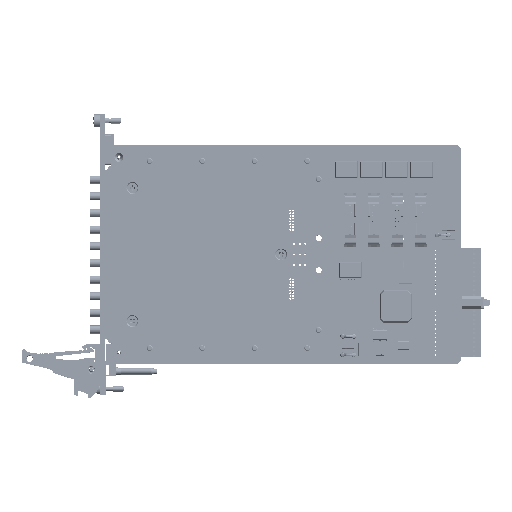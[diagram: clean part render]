
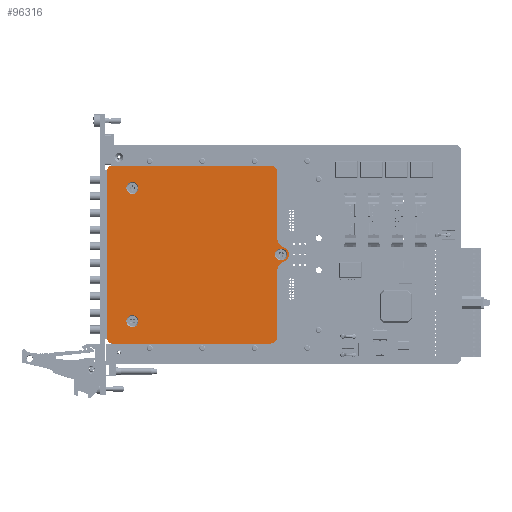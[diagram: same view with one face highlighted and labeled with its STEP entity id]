
A CAD part, top view. The second image highlights one B-rep face of the part: STEP entity #96316.
In plain terms, the highlighted planar face has unit normal (0, 0, 1).
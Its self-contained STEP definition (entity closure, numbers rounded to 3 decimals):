
#20419 = CARTESIAN_POINT ( 'NONE',  ( -1.794, 88.693, 14.5 ) ) ;
#64802 = LINE ( 'NONE', #67395, #64823 ) ;
#64811 = CIRCLE ( 'NONE', #209029, 2. ) ;
#64813 = LINE ( 'NONE', #67418, #64829 ) ;
#64823 = VECTOR ( 'NONE', #67404, 1000. ) ;
#64829 = VECTOR ( 'NONE', #67420, 1000. ) ;
#64837 = CIRCLE ( 'NONE', #209054, 2. ) ;
#64843 = CIRCLE ( 'NONE', #209031, 5. ) ;
#64859 = CIRCLE ( 'NONE', #209038, 3.5 ) ;
#64861 = CIRCLE ( 'NONE', #209061, 3. ) ;
#64871 = CIRCLE ( 'NONE', #209044, 5. ) ;
#64907 = CIRCLE ( 'NONE', #209069, 2.75 ) ;
#64914 = LINE ( 'NONE', #67491, #64917 ) ;
#64917 = VECTOR ( 'NONE', #67487, 1000. ) ;
#64919 = LINE ( 'NONE', #67511, #64935 ) ;
#64923 = CIRCLE ( 'NONE', #209076, 2.75 ) ;
#64929 = CIRCLE ( 'NONE', #209080, 2.75 ) ;
#64931 = LINE ( 'NONE', #67522, #64941 ) ;
#64933 = CIRCLE ( 'NONE', #209084, 3. ) ;
#64935 = VECTOR ( 'NONE', #67520, 1000. ) ;
#64941 = VECTOR ( 'NONE', #67528, 1000. ) ;
#67395 = CARTESIAN_POINT ( 'NONE',  ( 90.906, 90.693, 14.5 ) ) ;
#67397 = CARTESIAN_POINT ( 'NONE',  ( 0.206, 88.693, 14.5 ) ) ;
#67398 = DIRECTION ( 'NONE',  ( 0., 0., 1. ) ) ;
#67399 = DIRECTION ( 'NONE',  ( -1., 0., 0. ) ) ;
#67404 = DIRECTION ( 'NONE',  ( -1., 0., 0. ) ) ;
#67418 = CARTESIAN_POINT ( 'NONE',  ( 75.857, 90.693, 14.5 ) ) ;
#67420 = DIRECTION ( 'NONE',  ( 0., -1., 0. ) ) ;
#67425 = CARTESIAN_POINT ( 'NONE',  ( 80.857, 57.884, 14.5 ) ) ;
#67426 = DIRECTION ( 'NONE',  ( 0., 0., 1. ) ) ;
#67427 = DIRECTION ( 'NONE',  ( -1., 0., 0. ) ) ;
#67438 = CARTESIAN_POINT ( 'NONE',  ( 77.696, 49.993, 14.5 ) ) ;
#67439 = DIRECTION ( 'NONE',  ( 0., 0., -1. ) ) ;
#67440 = DIRECTION ( 'NONE',  ( 1., 0., 0. ) ) ;
#67448 = CARTESIAN_POINT ( 'NONE',  ( 80.857, 42.103, 14.5 ) ) ;
#67449 = DIRECTION ( 'NONE',  ( 0., 0., 1. ) ) ;
#67450 = DIRECTION ( 'NONE',  ( 1., 0., 0. ) ) ;
#67469 = CARTESIAN_POINT ( 'NONE',  ( 0.206, 11.293, 14.5 ) ) ;
#67470 = DIRECTION ( 'NONE',  ( 0., 0., 1. ) ) ;
#67471 = DIRECTION ( 'NONE',  ( 1., 0., 0. ) ) ;
#67483 = CARTESIAN_POINT ( 'NONE',  ( 72.857, 12.293, 14.5 ) ) ;
#67484 = DIRECTION ( 'NONE',  ( 0., 0., 1. ) ) ;
#67485 = DIRECTION ( 'NONE',  ( -1., 0., 0. ) ) ;
#67487 = DIRECTION ( 'NONE',  ( 1., 0., 0. ) ) ;
#67491 = CARTESIAN_POINT ( 'NONE',  ( 0.206, 9.293, 14.5 ) ) ;
#67498 = CARTESIAN_POINT ( 'NONE',  ( 77.696, 49.993, 14.5 ) ) ;
#67499 = DIRECTION ( 'NONE',  ( 0., 0., 1. ) ) ;
#67500 = DIRECTION ( 'NONE',  ( 1., 0., 0. ) ) ;
#67507 = CARTESIAN_POINT ( 'NONE',  ( 9.7, 80.431, 14.5 ) ) ;
#67508 = DIRECTION ( 'NONE',  ( 0., 0., 1. ) ) ;
#67509 = DIRECTION ( 'NONE',  ( 1., 0., 0. ) ) ;
#67511 = CARTESIAN_POINT ( 'NONE',  ( 75.857, 42.103, 14.5 ) ) ;
#67517 = CARTESIAN_POINT ( 'NONE',  ( 9.7, 19.511, 14.5 ) ) ;
#67518 = DIRECTION ( 'NONE',  ( 0., 0., 1. ) ) ;
#67519 = DIRECTION ( 'NONE',  ( 1., 0., 0. ) ) ;
#67520 = DIRECTION ( 'NONE',  ( 0., -1., 0. ) ) ;
#67522 = CARTESIAN_POINT ( 'NONE',  ( -1.794, 88.693, 14.5 ) ) ;
#67525 = CARTESIAN_POINT ( 'NONE',  ( 72.857, 87.693, 14.5 ) ) ;
#67526 = DIRECTION ( 'NONE',  ( 0., 0., 1. ) ) ;
#67527 = DIRECTION ( 'NONE',  ( -1., 0., 0. ) ) ;
#67528 = DIRECTION ( 'NONE',  ( 0., -1., 0. ) ) ;
#70115 = VERTEX_POINT ( 'NONE', #112243 ) ;
#70120 = VERTEX_POINT ( 'NONE', #112259 ) ;
#70124 = VERTEX_POINT ( 'NONE', #112261 ) ;
#70128 = VERTEX_POINT ( 'NONE', #112265 ) ;
#70129 = VERTEX_POINT ( 'NONE', #112267 ) ;
#70130 = VERTEX_POINT ( 'NONE', #112269 ) ;
#70132 = VERTEX_POINT ( 'NONE', #112273 ) ;
#70137 = VERTEX_POINT ( 'NONE', #112283 ) ;
#70138 = VERTEX_POINT ( 'NONE', #112286 ) ;
#70139 = VERTEX_POINT ( 'NONE', #112289 ) ;
#70145 = VERTEX_POINT ( 'NONE', #112295 ) ;
#90976 = VERTEX_POINT ( 'NONE', #20419 ) ;
#96316 = ADVANCED_FACE ( 'NONE', ( #138322, #138326, #138330, #138318 ), #135995, .F. ) ;
#112243 = CARTESIAN_POINT ( 'NONE',  ( 72.857, 90.693, 14.5 ) ) ;
#112259 = CARTESIAN_POINT ( 'NONE',  ( 0.206, 90.693, 14.5 ) ) ;
#112261 = CARTESIAN_POINT ( 'NONE',  ( 75.857, 42.103, 14.5 ) ) ;
#112265 = CARTESIAN_POINT ( 'NONE',  ( 78.997, 53.242, 14.5 ) ) ;
#112267 = CARTESIAN_POINT ( 'NONE',  ( 75.857, 87.693, 14.5 ) ) ;
#112269 = CARTESIAN_POINT ( 'NONE',  ( 75.857, 57.884, 14.5 ) ) ;
#112273 = CARTESIAN_POINT ( 'NONE',  ( 78.997, 46.744, 14.5 ) ) ;
#112283 = CARTESIAN_POINT ( 'NONE',  ( 0.206, 9.293, 14.5 ) ) ;
#112286 = CARTESIAN_POINT ( 'NONE',  ( -1.794, 11.293, 14.5 ) ) ;
#112289 = CARTESIAN_POINT ( 'NONE',  ( 75.857, 12.293, 14.5 ) ) ;
#112295 = CARTESIAN_POINT ( 'NONE',  ( 72.857, 9.293, 14.5 ) ) ;
#118022 = CARTESIAN_POINT ( 'NONE',  ( 80.446, 49.993, 14.5 ) ) ;
#118027 = CARTESIAN_POINT ( 'NONE',  ( 12.45, 80.431, 14.5 ) ) ;
#118032 = CARTESIAN_POINT ( 'NONE',  ( 12.45, 19.511, 14.5 ) ) ;
#120210 = VERTEX_POINT ( 'NONE', #118022 ) ;
#120220 = VERTEX_POINT ( 'NONE', #118027 ) ;
#120232 = VERTEX_POINT ( 'NONE', #118032 ) ;
#132978 = EDGE_CURVE ( 'NONE', #70120, #90976, #64811, .T. ) ;
#132984 = EDGE_CURVE ( 'NONE', #70115, #70120, #64802, .T. ) ;
#132995 = EDGE_CURVE ( 'NONE', #70129, #70130, #64813, .T. ) ;
#132999 = EDGE_CURVE ( 'NONE', #70130, #70128, #64843, .T. ) ;
#133007 = EDGE_CURVE ( 'NONE', #70128, #70132, #64859, .T. ) ;
#133017 = EDGE_CURVE ( 'NONE', #70132, #70124, #64871, .T. ) ;
#133029 = EDGE_CURVE ( 'NONE', #70138, #70137, #64837, .T. ) ;
#133037 = EDGE_CURVE ( 'NONE', #70145, #70139, #64861, .T. ) ;
#133046 = EDGE_CURVE ( 'NONE', #70137, #70145, #64914, .T. ) ;
#133051 = EDGE_CURVE ( 'NONE', #120210, #120210, #64907, .T. ) ;
#133057 = EDGE_CURVE ( 'NONE', #120220, #120220, #64923, .T. ) ;
#133061 = EDGE_CURVE ( 'NONE', #120232, #120232, #64929, .T. ) ;
#133064 = EDGE_CURVE ( 'NONE', #70124, #70139, #64919, .T. ) ;
#133066 = EDGE_CURVE ( 'NONE', #70129, #70115, #64933, .T. ) ;
#133068 = EDGE_CURVE ( 'NONE', #90976, #70138, #64931, .T. ) ;
#135761 = EDGE_LOOP ( 'NONE', ( #207102, #207105, #207108, #207111, #207114, #207117, #207120, #207123, #207126, #207128, #207132, #207135 ) ) ;
#135830 = EDGE_LOOP ( 'NONE', ( #207099 ) ) ;
#135844 = EDGE_LOOP ( 'NONE', ( #207093 ) ) ;
#135879 = EDGE_LOOP ( 'NONE', ( #207096 ) ) ;
#135995 = PLANE ( 'NONE',  #166231 ) ;
#136022 = CARTESIAN_POINT ( 'NONE',  ( 0.206, 88.693, 14.5 ) ) ;
#136025 = DIRECTION ( 'NONE',  ( 0., 0., -1. ) ) ;
#136028 = DIRECTION ( 'NONE',  ( -1., 0., 0. ) ) ;
#138318 = FACE_OUTER_BOUND ( 'NONE', #135761, .T. ) ;
#138322 = FACE_BOUND ( 'NONE', #135844, .T. ) ;
#138326 = FACE_BOUND ( 'NONE', #135879, .T. ) ;
#138330 = FACE_BOUND ( 'NONE', #135830, .T. ) ;
#166231 = AXIS2_PLACEMENT_3D ( 'NONE', #136022, #136025, #136028 ) ;
#207093 = ORIENTED_EDGE ( 'NONE', *, *, #133061, .F. ) ;
#207096 = ORIENTED_EDGE ( 'NONE', *, *, #133057, .F. ) ;
#207099 = ORIENTED_EDGE ( 'NONE', *, *, #133051, .F. ) ;
#207102 = ORIENTED_EDGE ( 'NONE', *, *, #133046, .T. ) ;
#207105 = ORIENTED_EDGE ( 'NONE', *, *, #133037, .T. ) ;
#207108 = ORIENTED_EDGE ( 'NONE', *, *, #133064, .F. ) ;
#207111 = ORIENTED_EDGE ( 'NONE', *, *, #133017, .F. ) ;
#207114 = ORIENTED_EDGE ( 'NONE', *, *, #133007, .F. ) ;
#207117 = ORIENTED_EDGE ( 'NONE', *, *, #132999, .F. ) ;
#207120 = ORIENTED_EDGE ( 'NONE', *, *, #132995, .F. ) ;
#207123 = ORIENTED_EDGE ( 'NONE', *, *, #133066, .T. ) ;
#207126 = ORIENTED_EDGE ( 'NONE', *, *, #132984, .T. ) ;
#207128 = ORIENTED_EDGE ( 'NONE', *, *, #132978, .T. ) ;
#207132 = ORIENTED_EDGE ( 'NONE', *, *, #133068, .T. ) ;
#207135 = ORIENTED_EDGE ( 'NONE', *, *, #133029, .T. ) ;
#209029 = AXIS2_PLACEMENT_3D ( 'NONE', #67397, #67398, #67399 ) ;
#209031 = AXIS2_PLACEMENT_3D ( 'NONE', #67425, #67426, #67427 ) ;
#209038 = AXIS2_PLACEMENT_3D ( 'NONE', #67438, #67439, #67440 ) ;
#209044 = AXIS2_PLACEMENT_3D ( 'NONE', #67448, #67449, #67450 ) ;
#209054 = AXIS2_PLACEMENT_3D ( 'NONE', #67469, #67470, #67471 ) ;
#209061 = AXIS2_PLACEMENT_3D ( 'NONE', #67483, #67484, #67485 ) ;
#209069 = AXIS2_PLACEMENT_3D ( 'NONE', #67498, #67499, #67500 ) ;
#209076 = AXIS2_PLACEMENT_3D ( 'NONE', #67507, #67508, #67509 ) ;
#209080 = AXIS2_PLACEMENT_3D ( 'NONE', #67517, #67518, #67519 ) ;
#209084 = AXIS2_PLACEMENT_3D ( 'NONE', #67525, #67526, #67527 ) ;
